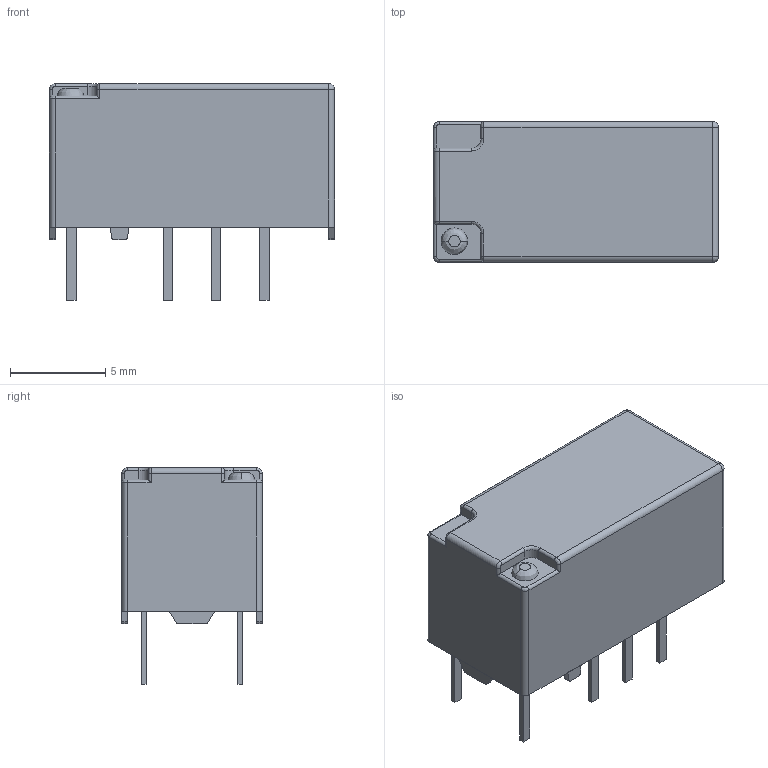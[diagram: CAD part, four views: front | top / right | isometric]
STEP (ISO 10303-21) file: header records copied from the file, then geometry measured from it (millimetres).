
FILE_DESCRIPTION((''),'2;1');
FILE_NAME('REL_PANASONIC_TXS2-L.stp','2014-01-22T16:38:35',(''),(''),'Mechanical Desktop 2011','Mechanical Desktop 2011',', , ');
FILE_SCHEMA(('AUTOMOTIVE_DESIGN { 1 2 10303 214 1 1 1 1 }'));
Length unit declared in the file: millimetre
Products named in the file (1): Product
Bounding box: 15 x 7.4 x 11.4 mm (x, y, z)
Volume: 836.7 mm3; surface area: 615 mm2
Topology: 14 solids, 14 shells, 128 faces, 276 edges, 174 vertices
Faces by surface type: plane 86, cylinder 30, bspline 7, torus 3, sphere 2
Entity records: 3839 total; most frequent: CARTESIAN_POINT 990, DIRECTION 584, ORIENTED_EDGE 548, EDGE_CURVE 274, VECTOR 204, LINE 204, AXIS2_PLACEMENT_3D 190, VERTEX_POINT 174
